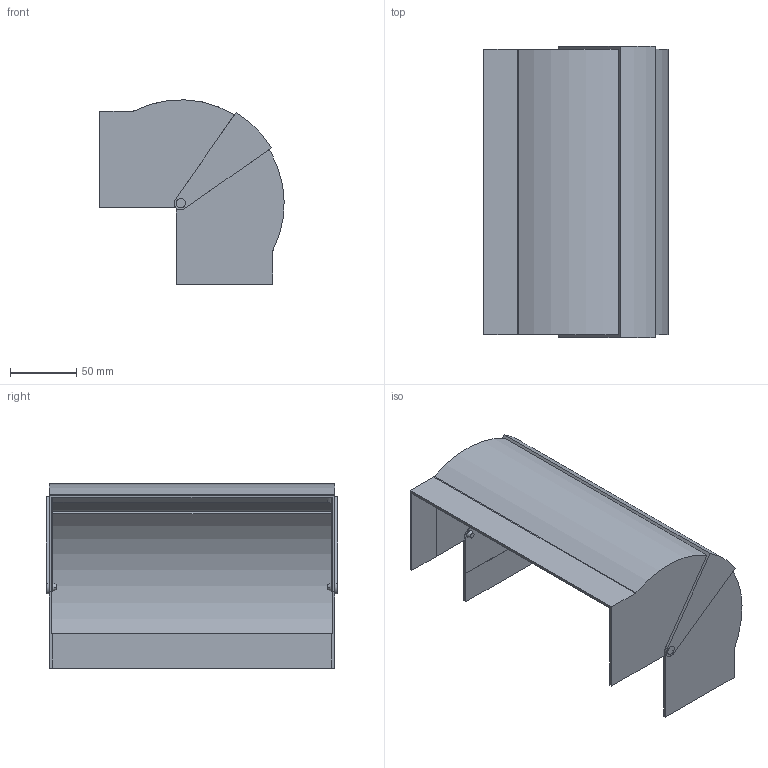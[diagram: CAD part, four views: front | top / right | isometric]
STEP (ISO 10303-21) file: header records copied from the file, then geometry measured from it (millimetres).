
FILE_DESCRIPTION (( 'STEP AP214' ), '1' );
FILE_NAME ('6273910.stp', '2016-06-02T14:40:56', ( '' ), ( '' ), 'SwSTEP 2.0', 'SolidWorks 2014', '' );
FILE_SCHEMA (( 'AUTOMOTIVE_DESIGN' ));
Length unit declared in the file: millimetre
Products named in the file (4): 6273910; 034959_Standard; 040040_Standard; 040039_Standard
Assembly tree (4 placements, depth 2):
  6273910
    040039_Standard
    040040_Standard
    034959_Standard  x2
Bounding box: 138.99 x 219.4 x 138.94 mm (x, y, z)
Volume: 174102.8 mm3; surface area: 179714.9 mm2
Topology: 4 solids, 4 shells, 90 faces, 221 edges, 143 vertices
Faces by surface type: plane 46, cylinder 33, cone 8, torus 3
Entity records: 2733 total; most frequent: CARTESIAN_POINT 457, DIRECTION 419, ORIENTED_EDGE 390, EDGE_CURVE 195, AXIS2_PLACEMENT_3D 147, VERTEX_POINT 127, VECTOR 125, LINE 125
